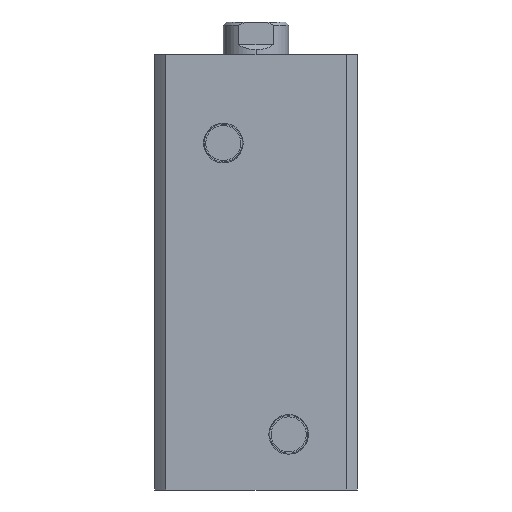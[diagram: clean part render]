
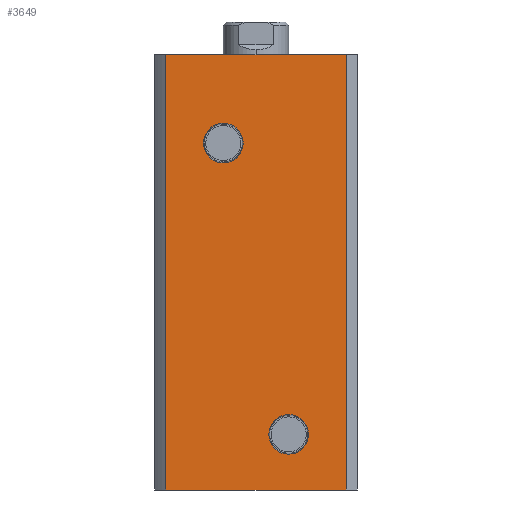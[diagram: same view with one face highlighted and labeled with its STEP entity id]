
A CAD part, left-side view. The second image highlights one B-rep face of the part: STEP entity #3649.
In plain terms, the highlighted planar face has unit normal (-1, 0, 0).
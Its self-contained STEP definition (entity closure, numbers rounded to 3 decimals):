
#107 = EDGE_LOOP ( 'NONE', ( #2645, #2646 ) ) ;
#656 = DIRECTION ( 'NONE',  ( 0., 0., -1. ) ) ;
#660 = CARTESIAN_POINT ( 'NONE',  ( -31., 0., 133. ) ) ;
#661 = CARTESIAN_POINT ( 'NONE',  ( -31., 27.591, 133. ) ) ;
#666 = DIRECTION ( 'NONE',  ( 0., -1., 0. ) ) ;
#667 = CARTESIAN_POINT ( 'NONE',  ( -31., -27.591, 133. ) ) ;
#668 = DIRECTION ( 'NONE',  ( 0., 0., -1. ) ) ;
#669 = CARTESIAN_POINT ( 'NONE',  ( -31., 0., 0. ) ) ;
#670 = DIRECTION ( 'NONE',  ( 0., -1., 0. ) ) ;
#672 = CARTESIAN_POINT ( 'NONE',  ( -31., -10., 17. ) ) ;
#673 = DIRECTION ( 'NONE',  ( -1., 0., 0. ) ) ;
#674 = DIRECTION ( 'NONE',  ( 0., 0., 1. ) ) ;
#675 = CARTESIAN_POINT ( 'NONE',  ( -31., 10., 106. ) ) ;
#676 = DIRECTION ( 'NONE',  ( -1., 0., 0. ) ) ;
#677 = DIRECTION ( 'NONE',  ( 0., 0., 1. ) ) ;
#749 = DIRECTION ( 'NONE',  ( 1., 0., 0. ) ) ;
#754 = CARTESIAN_POINT ( 'NONE',  ( -31., 0., 133. ) ) ;
#756 = PLANE ( 'NONE',  #2681 ) ;
#758 = DIRECTION ( 'NONE',  ( 0., 0., -1. ) ) ;
#1147 = CARTESIAN_POINT ( 'NONE',  ( -31., -10., 17. ) ) ;
#1148 = DIRECTION ( 'NONE',  ( -1., 0., 0. ) ) ;
#1149 = DIRECTION ( 'NONE',  ( 0., 0., 1. ) ) ;
#1167 = CARTESIAN_POINT ( 'NONE',  ( -31., 10., 106. ) ) ;
#1168 = DIRECTION ( 'NONE',  ( -1., 0., 0. ) ) ;
#1169 = DIRECTION ( 'NONE',  ( 0., 0., 1. ) ) ;
#1201 = CARTESIAN_POINT ( 'NONE',  ( -31., -10., 23.06 ) ) ;
#1267 = CARTESIAN_POINT ( 'NONE',  ( -31., 27.591, 0. ) ) ;
#1271 = CARTESIAN_POINT ( 'NONE',  ( -31., -27.591, 0. ) ) ;
#1272 = CARTESIAN_POINT ( 'NONE',  ( -31., -27.591, 133. ) ) ;
#1275 = CARTESIAN_POINT ( 'NONE',  ( -31., 27.591, 133. ) ) ;
#1279 = CARTESIAN_POINT ( 'NONE',  ( -31., -10., 10.94 ) ) ;
#1483 = EDGE_LOOP ( 'NONE', ( #2647, #2648 ) ) ;
#1492 = EDGE_LOOP ( 'NONE', ( #2649, #2650, #2651, #2652 ) ) ;
#2278 = LINE ( 'NONE', #661, #2285 ) ;
#2283 = LINE ( 'NONE', #660, #2287 ) ;
#2284 = CIRCLE ( 'NONE', #3347, 6.06 ) ;
#2285 = VECTOR ( 'NONE', #656, 1000. ) ;
#2286 = LINE ( 'NONE', #667, #2289 ) ;
#2287 = VECTOR ( 'NONE', #666, 1000. ) ;
#2288 = LINE ( 'NONE', #669, #2291 ) ;
#2289 = VECTOR ( 'NONE', #668, 1000. ) ;
#2290 = CIRCLE ( 'NONE', #3346, 6.06 ) ;
#2291 = VECTOR ( 'NONE', #670, 1000. ) ;
#2387 = CIRCLE ( 'NONE', #3384, 6.06 ) ;
#2400 = CIRCLE ( 'NONE', #3388, 6.06 ) ;
#2528 = FACE_OUTER_BOUND ( 'NONE', #1492, .T. ) ;
#2541 = FACE_BOUND ( 'NONE', #107, .T. ) ;
#2544 = FACE_BOUND ( 'NONE', #1483, .T. ) ;
#2645 = ORIENTED_EDGE ( 'NONE', *, *, #3200, .F. ) ;
#2646 = ORIENTED_EDGE ( 'NONE', *, *, #3274, .F. ) ;
#2647 = ORIENTED_EDGE ( 'NONE', *, *, #3199, .F. ) ;
#2648 = ORIENTED_EDGE ( 'NONE', *, *, #3266, .F. ) ;
#2649 = ORIENTED_EDGE ( 'NONE', *, *, #3198, .T. ) ;
#2650 = ORIENTED_EDGE ( 'NONE', *, *, #3197, .F. ) ;
#2651 = ORIENTED_EDGE ( 'NONE', *, *, #3196, .F. ) ;
#2652 = ORIENTED_EDGE ( 'NONE', *, *, #3195, .T. ) ;
#2681 = AXIS2_PLACEMENT_3D ( 'NONE', #754, #749, #758 ) ;
#2849 = VERTEX_POINT ( 'NONE', #2914 ) ;
#2851 = VERTEX_POINT ( 'NONE', #2915 ) ;
#2914 = CARTESIAN_POINT ( 'NONE',  ( -31., 10., 99.94 ) ) ;
#2915 = CARTESIAN_POINT ( 'NONE',  ( -31., 10., 112.06 ) ) ;
#3195 = EDGE_CURVE ( 'NONE', #3531, #3523, #2278, .T. ) ;
#3196 = EDGE_CURVE ( 'NONE', #3531, #3528, #2283, .T. ) ;
#3197 = EDGE_CURVE ( 'NONE', #3528, #3527, #2286, .T. ) ;
#3198 = EDGE_CURVE ( 'NONE', #3523, #3527, #2288, .T. ) ;
#3199 = EDGE_CURVE ( 'NONE', #3472, #3535, #2290, .T. ) ;
#3200 = EDGE_CURVE ( 'NONE', #2851, #2849, #2284, .T. ) ;
#3266 = EDGE_CURVE ( 'NONE', #3535, #3472, #2387, .T. ) ;
#3274 = EDGE_CURVE ( 'NONE', #2849, #2851, #2400, .T. ) ;
#3346 = AXIS2_PLACEMENT_3D ( 'NONE', #672, #673, #674 ) ;
#3347 = AXIS2_PLACEMENT_3D ( 'NONE', #675, #676, #677 ) ;
#3384 = AXIS2_PLACEMENT_3D ( 'NONE', #1147, #1148, #1149 ) ;
#3388 = AXIS2_PLACEMENT_3D ( 'NONE', #1167, #1168, #1169 ) ;
#3472 = VERTEX_POINT ( 'NONE', #1201 ) ;
#3523 = VERTEX_POINT ( 'NONE', #1267 ) ;
#3527 = VERTEX_POINT ( 'NONE', #1271 ) ;
#3528 = VERTEX_POINT ( 'NONE', #1272 ) ;
#3531 = VERTEX_POINT ( 'NONE', #1275 ) ;
#3535 = VERTEX_POINT ( 'NONE', #1279 ) ;
#3649 = ADVANCED_FACE ( 'NONE', ( #2541, #2544, #2528 ), #756, .F. ) ;
